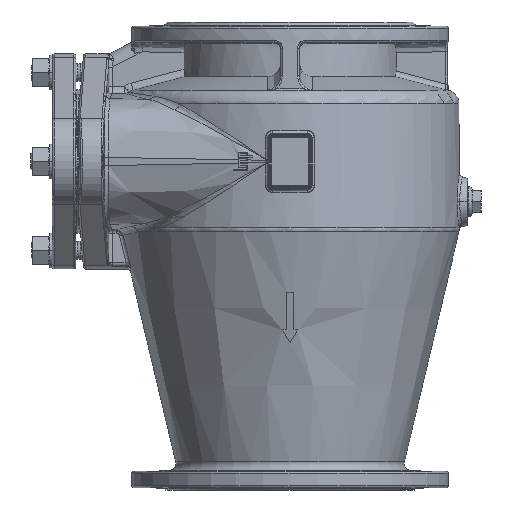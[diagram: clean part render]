
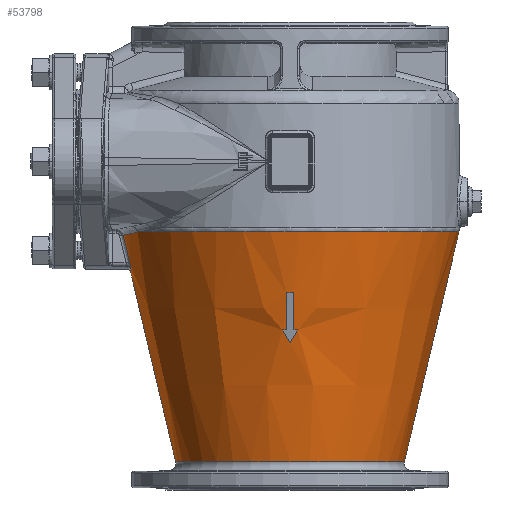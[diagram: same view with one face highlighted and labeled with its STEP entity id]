
A CAD part, front view. The second image highlights one B-rep face of the part: STEP entity #53798.
In plain terms, the highlighted conical face has half-angle 13.352 degrees and reference radius 151.336 mm.
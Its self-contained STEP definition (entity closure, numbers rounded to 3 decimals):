
#15058=CARTESIAN_POINT('',(-162.824,-77.808,
-75.278));
#19912=CARTESIAN_POINT('',(0.,0.,-320.675));
#19913=DIRECTION('',(0.,0.,1.));
#19914=DIRECTION('',(-1.,0.,0.));
#19915=AXIS2_PLACEMENT_3D('',#19912,#19913,#19914);
#19917=CARTESIAN_POINT('',(-170.113,-18.365,
-114.704));
#19918=CARTESIAN_POINT('',(-170.147,-16.416,
-115.444));
#19919=CARTESIAN_POINT('',(-170.213,-12.461,
-116.68));
#19920=CARTESIAN_POINT('',(-170.284,-6.259,
-117.823));
#19921=CARTESIAN_POINT('',(-170.301,-2.1,
-118.076));
#19922=CARTESIAN_POINT('',(-170.301,0.,
-118.076));
#19924=CARTESIAN_POINT('',(-171.281,-23.472,
-107.204));
#19925=CARTESIAN_POINT('',(-171.116,-23.471,
-107.892));
#19926=CARTESIAN_POINT('',(-170.824,-23.302,
-109.21));
#19927=CARTESIAN_POINT('',(-170.478,-22.59,
-111.056));
#19928=CARTESIAN_POINT('',(-170.243,-21.49,
-112.636));
#19929=CARTESIAN_POINT('',(-170.116,-20.06,
-113.898));
#19930=CARTESIAN_POINT('',(-170.102,-18.96,
-114.479));
#19931=CARTESIAN_POINT('',(-170.113,-18.365,
-114.704));
#19933=CARTESIAN_POINT('',(-178.081,-23.491,
-78.8));
#19934=CARTESIAN_POINT('',(-177.331,-23.489,
-81.931));
#19935=CARTESIAN_POINT('',(-175.828,-23.485,
-88.211));
#19936=CARTESIAN_POINT('',(-173.562,-23.478,
-97.679));
#19937=CARTESIAN_POINT('',(-172.042,-23.474,
-104.024));
#19938=CARTESIAN_POINT('',(-171.281,-23.472,
-107.204));
#19940=CARTESIAN_POINT('',(-162.824,-77.808,
-75.278));
#19941=CARTESIAN_POINT('',(-164.198,-74.764,
-75.581));
#19942=CARTESIAN_POINT('',(-166.875,-68.408,
-76.18));
#19943=CARTESIAN_POINT('',(-170.585,-57.959,
-77.029));
#19944=CARTESIAN_POINT('',(-173.783,-46.883,
-77.775));
#19945=CARTESIAN_POINT('',(-176.383,-35.158,
-78.392));
#19946=CARTESIAN_POINT('',(-177.594,-27.392,
-78.683));
#19947=CARTESIAN_POINT('',(-178.081,-23.491,
-78.8));
#19949=CARTESIAN_POINT('',(0.,0.,-75.278));
#19950=DIRECTION('',(0.,0.,1.));
#19951=DIRECTION('',(-0.902,-0.431,0.));
#19952=AXIS2_PLACEMENT_3D('',#19949,#19950,#19951);
#19954=CARTESIAN_POINT('',(0.,0.,-140.));
#19955=DIRECTION('',(0.,0.,1.));
#19956=DIRECTION('',(-0.024,-1.,0.));
#19957=AXIS2_PLACEMENT_3D('',#19954,#19955,#19956);
#19959=CARTESIAN_POINT('',(-4.,-155.552,-180.));
#19960=CARTESIAN_POINT('',(-4.,-156.601,-175.579));
#19961=CARTESIAN_POINT('',(-4.,-158.705,-166.721));
#19962=CARTESIAN_POINT('',(-4.,-161.87,-153.387));
#19963=CARTESIAN_POINT('',(-4.,-163.988,-144.467));
#19964=CARTESIAN_POINT('',(-4.,-165.049,-140.));
#19966=CARTESIAN_POINT('',(0.,0.,-180.));
#19967=DIRECTION('',(0.,0.,1.));
#19968=DIRECTION('',(-0.051,-0.999,0.));
#19969=AXIS2_PLACEMENT_3D('',#19966,#19967,#19968);
#19971=CARTESIAN_POINT('',(-8.,-155.397,-180.));
#19972=CARTESIAN_POINT('',(-5.327,-154.435,
-184.63));
#19973=CARTESIAN_POINT('',(-2.66,-153.408,
-189.249));
#19974=CARTESIAN_POINT('',(0.,-152.314,
-193.856));
#19976=CARTESIAN_POINT('',(0.,-152.314,
-193.856));
#19977=CARTESIAN_POINT('',(2.66,-153.408,
-189.249));
#19978=CARTESIAN_POINT('',(5.327,-154.435,
-184.63));
#19979=CARTESIAN_POINT('',(8.,-155.397,-180.));
#19981=CARTESIAN_POINT('',(0.,0.,-180.));
#19982=DIRECTION('',(0.,0.,1.));
#19983=DIRECTION('',(0.026,-1.,0.));
#19984=AXIS2_PLACEMENT_3D('',#19981,#19982,#19983);
#19986=CARTESIAN_POINT('',(4.,-165.049,-140.));
#19987=CARTESIAN_POINT('',(4.,-163.988,-144.467));
#19988=CARTESIAN_POINT('',(4.,-161.871,-153.386));
#19989=CARTESIAN_POINT('',(4.,-158.705,-166.72));
#19990=CARTESIAN_POINT('',(4.,-156.602,-175.578));
#19991=CARTESIAN_POINT('',(4.,-155.552,-180.));
#19993=DIRECTION('',(0.231,0.,0.973));
#19994=VECTOR('',#19993,252.215);
#19995=CARTESIAN_POINT('',(122.213,0.,
-320.675));
#19996=LINE('',#19995,#19994);
#20027=CARTESIAN_POINT('',(-170.301,0.,
-118.076));
#20034=DIRECTION('',(-0.231,0.,0.973));
#20035=VECTOR('',#20034,208.227);
#20036=CARTESIAN_POINT('',(-122.213,0.,
-320.675));
#20037=LINE('',#20036,#20035);
#23081=CARTESIAN_POINT('',(-4.,-165.049,-140.));
#23082=CARTESIAN_POINT('',(4.,-165.049,-140.));
#23083=VERTEX_POINT('',#23081);
#23084=VERTEX_POINT('',#23082);
#23085=VERTEX_POINT('',#19991);
#23086=CARTESIAN_POINT('',(8.,-155.397,-180.));
#23087=VERTEX_POINT('',#23086);
#23088=VERTEX_POINT('',#19976);
#23089=VERTEX_POINT('',#19971);
#23090=CARTESIAN_POINT('',(-4.,-155.552,-180.));
#23091=VERTEX_POINT('',#23090);
#25353=VERTEX_POINT('',#15058);
#25363=CARTESIAN_POINT('',(180.459,0.,
-75.278));
#25364=VERTEX_POINT('',#25363);
#25384=VERTEX_POINT('',#20027);
#25386=VERTEX_POINT('',#19917);
#25388=VERTEX_POINT('',#19924);
#25390=VERTEX_POINT('',#19933);
#25509=CARTESIAN_POINT('',(122.213,0.,
-320.675));
#25510=VERTEX_POINT('',#25509);
#25511=CARTESIAN_POINT('',(-122.213,0.,
-320.675));
#25512=VERTEX_POINT('',#25511);
#53764=CARTESIAN_POINT('',(0.,0.,-197.976));
#53765=DIRECTION('',(0.,0.,1.));
#53766=DIRECTION('',(-1.,0.,0.));
#53767=AXIS2_PLACEMENT_3D('',#53764,#53765,#53766);
#53768=CONICAL_SURFACE('',#53767,151.336,13.352);
#53770=ORIENTED_EDGE('',*,*,#53769,.F.);
#53772=ORIENTED_EDGE('',*,*,#53771,.F.);
#53774=ORIENTED_EDGE('',*,*,#53773,.T.);
#53775=ORIENTED_EDGE('',*,*,#53508,.F.);
#53776=ORIENTED_EDGE('',*,*,#53554,.F.);
#53777=ORIENTED_EDGE('',*,*,#53031,.F.);
#53778=ORIENTED_EDGE('',*,*,#53125,.F.);
#53779=ORIENTED_EDGE('',*,*,#45435,.T.);
#53780=EDGE_LOOP('',(#53770,#53772,#53774,#53775,#53776,#53777,#53778,#53779));
#53781=FACE_OUTER_BOUND('',#53780,.F.);
#53783=ORIENTED_EDGE('',*,*,#53782,.F.);
#53785=ORIENTED_EDGE('',*,*,#53784,.F.);
#53787=ORIENTED_EDGE('',*,*,#53786,.F.);
#53789=ORIENTED_EDGE('',*,*,#53788,.T.);
#53791=ORIENTED_EDGE('',*,*,#53790,.T.);
#53793=ORIENTED_EDGE('',*,*,#53792,.F.);
#53795=ORIENTED_EDGE('',*,*,#53794,.F.);
#53796=EDGE_LOOP('',(#53783,#53785,#53787,#53789,#53791,#53793,#53795));
#53797=FACE_BOUND('',#53796,.F.);
#19916=CIRCLE('',#19915,122.213);
#19923=B_SPLINE_CURVE_WITH_KNOTS('',3,(#19917,#19918,#19919,#19920,#19921,
#19922),.UNSPECIFIED.,.F.,.F.,(4,1,1,4),(0.,0.333,
0.667,1.),.UNSPECIFIED.);
#19932=B_SPLINE_CURVE_WITH_KNOTS('',3,(#19924,#19925,#19926,#19927,#19928,
#19929,#19930,#19931),.UNSPECIFIED.,.F.,.F.,(4,1,1,1,1,4),(0.,0.2,0.4,
0.6,0.8,1.),.UNSPECIFIED.);
#19939=B_SPLINE_CURVE_WITH_KNOTS('',3,(#19933,#19934,#19935,#19936,#19937,
#19938),.UNSPECIFIED.,.F.,.F.,(4,1,1,4),(0.,0.333,
0.667,1.),.UNSPECIFIED.);
#19948=B_SPLINE_CURVE_WITH_KNOTS('',3,(#19940,#19941,#19942,#19943,#19944,
#19945,#19946,#19947),.UNSPECIFIED.,.F.,.F.,(4,1,1,1,1,4),(0.,0.2,0.4,
0.6,0.8,1.),.UNSPECIFIED.);
#19953=CIRCLE('',#19952,180.459);
#19958=CIRCLE('',#19957,165.097);
#19965=B_SPLINE_CURVE_WITH_KNOTS('',3,(#19959,#19960,#19961,#19962,#19963,
#19964),.UNSPECIFIED.,.F.,.F.,(4,1,1,4),(0.,0.333,
0.667,1.),.UNSPECIFIED.);
#19970=CIRCLE('',#19969,155.603);
#19975=B_SPLINE_CURVE_WITH_KNOTS('',3,(#19971,#19972,#19973,#19974),
.UNSPECIFIED.,.F.,.F.,(4,4),(0.,1.),.UNSPECIFIED.);
#19980=B_SPLINE_CURVE_WITH_KNOTS('',3,(#19976,#19977,#19978,#19979),
.UNSPECIFIED.,.F.,.F.,(4,4),(0.,1.),.UNSPECIFIED.);
#19985=CIRCLE('',#19984,155.603);
#19992=B_SPLINE_CURVE_WITH_KNOTS('',3,(#19986,#19987,#19988,#19989,#19990,
#19991),.UNSPECIFIED.,.F.,.F.,(4,1,1,4),(0.,0.333,
0.667,1.),.UNSPECIFIED.);
#45435=EDGE_CURVE('',#25353,#25364,#19953,.T.);
#53031=EDGE_CURVE('',#25390,#25388,#19939,.T.);
#53125=EDGE_CURVE('',#25353,#25390,#19948,.T.);
#53508=EDGE_CURVE('',#25386,#25384,#19923,.T.);
#53554=EDGE_CURVE('',#25388,#25386,#19932,.T.);
#53769=EDGE_CURVE('',#25510,#25364,#19996,.T.);
#53771=EDGE_CURVE('',#25512,#25510,#19916,.T.);
#53773=EDGE_CURVE('',#25512,#25384,#20037,.T.);
#53782=EDGE_CURVE('',#23083,#23084,#19958,.T.);
#53784=EDGE_CURVE('',#23091,#23083,#19965,.T.);
#53786=EDGE_CURVE('',#23089,#23091,#19970,.T.);
#53788=EDGE_CURVE('',#23089,#23088,#19975,.T.);
#53790=EDGE_CURVE('',#23088,#23087,#19980,.T.);
#53792=EDGE_CURVE('',#23085,#23087,#19985,.T.);
#53794=EDGE_CURVE('',#23084,#23085,#19992,.T.);
#53798=ADVANCED_FACE('',(#53781,#53797),#53768,.T.);
